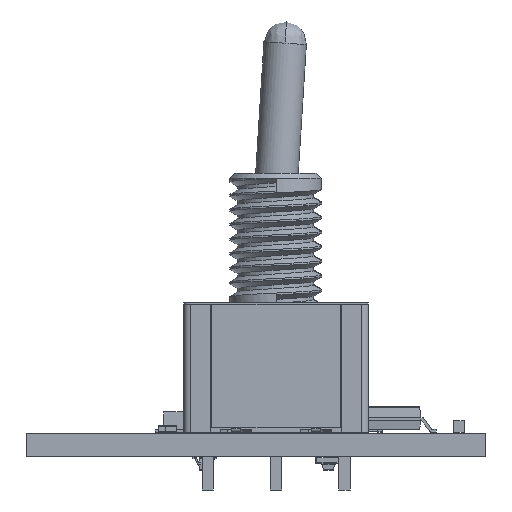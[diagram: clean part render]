
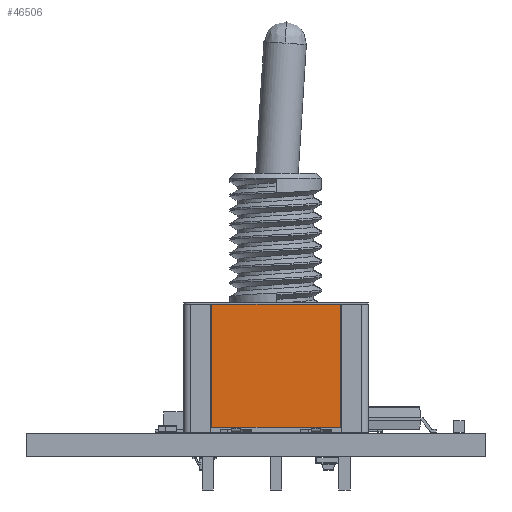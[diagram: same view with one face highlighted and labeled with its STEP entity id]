
A CAD part, front view. The second image highlights one B-rep face of the part: STEP entity #46506.
In plain terms, the highlighted face is planar.
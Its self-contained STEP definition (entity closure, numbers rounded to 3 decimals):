
#45959 = VERTEX_POINT('',#45960);
#45960 = CARTESIAN_POINT('',(-3.43,8.79,-4.4));
#45966 = EDGE_CURVE('',#45967,#45959,#45969,.T.);
#45967 = VERTEX_POINT('',#45968);
#45968 = CARTESIAN_POINT('',(-3.43,8.79,4.4));
#45969 = LINE('',#45970,#45971);
#45970 = CARTESIAN_POINT('',(-3.43,8.79,0.));
#45971 = VECTOR('',#45972,1.);
#45972 = DIRECTION('',(0.,-0.,-1.));
#46267 = EDGE_CURVE('',#46268,#45967,#46270,.T.);
#46268 = VERTEX_POINT('',#46269);
#46269 = CARTESIAN_POINT('',(-3.43,0.35,4.4));
#46270 = LINE('',#46271,#46272);
#46271 = CARTESIAN_POINT('',(-3.43,4.57,4.4));
#46272 = VECTOR('',#46273,1.);
#46273 = DIRECTION('',(0.,1.,0.));
#46351 = VERTEX_POINT('',#46352);
#46352 = CARTESIAN_POINT('',(-3.43,0.35,-4.4));
#46358 = EDGE_CURVE('',#46351,#45959,#46359,.T.);
#46359 = LINE('',#46360,#46361);
#46360 = CARTESIAN_POINT('',(-3.43,4.57,-4.4));
#46361 = VECTOR('',#46362,1.);
#46362 = DIRECTION('',(0.,1.,0.));
#46506 = ADVANCED_FACE('',(#46507),#46518,.F.);
#46507 = FACE_BOUND('',#46508,.T.);
#46508 = EDGE_LOOP('',(#46509,#46510,#46511,#46512));
#46509 = ORIENTED_EDGE('',*,*,#46267,.T.);
#46510 = ORIENTED_EDGE('',*,*,#45966,.T.);
#46511 = ORIENTED_EDGE('',*,*,#46358,.F.);
#46512 = ORIENTED_EDGE('',*,*,#46513,.F.);
#46513 = EDGE_CURVE('',#46268,#46351,#46514,.T.);
#46514 = LINE('',#46515,#46516);
#46515 = CARTESIAN_POINT('',(-3.43,0.35,0.));
#46516 = VECTOR('',#46517,1.);
#46517 = DIRECTION('',(0.,0.,-1.));
#46518 = PLANE('',#46519);
#46519 = AXIS2_PLACEMENT_3D('',#46520,#46521,#46522);
#46520 = CARTESIAN_POINT('',(-3.43,4.57,0.));
#46521 = DIRECTION('',(1.,-0.,0.));
#46522 = DIRECTION('',(0.,0.,-1.));
